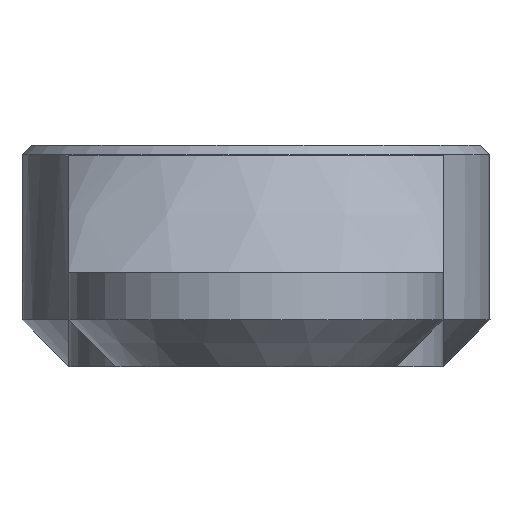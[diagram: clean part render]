
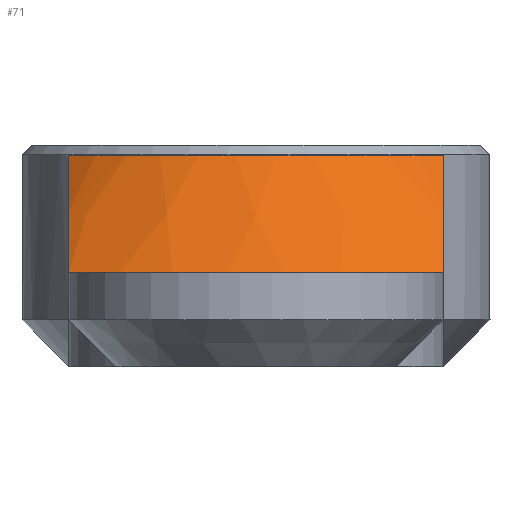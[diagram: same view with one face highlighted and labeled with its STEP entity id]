
A CAD part, left-side view. The second image highlights one B-rep face of the part: STEP entity #71.
In plain terms, the highlighted conical face has half-angle 45 degrees and reference radius 12.5 mm.
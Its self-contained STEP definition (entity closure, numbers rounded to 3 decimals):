
#71=ADVANCED_FACE('',(#232),#234,.T.);
#232=FACE_BOUND('',#233,.T.);
#233=EDGE_LOOP('',(#409,#410,#411,#412));
#234=CONICAL_SURFACE('',#235,12.5,0.785);
#235=AXIS2_PLACEMENT_3D('',#236,#237,#238);
#236=CARTESIAN_POINT('',(0.,0.,6.5));
#237=DIRECTION('',(0.,0.,-1.));
#238=DIRECTION('',(-0.8,-0.6,0.));
#409=ORIENTED_EDGE('',*,*,#496,.T.);
#410=ORIENTED_EDGE('',*,*,#483,.T.);
#411=ORIENTED_EDGE('',*,*,#479,.F.);
#412=ORIENTED_EDGE('',*,*,#475,.T.);
#475=EDGE_CURVE('',#565,#566,#567,.F.);
#479=EDGE_CURVE('',#565,#572,#573,.T.);
#483=EDGE_CURVE('',#579,#572,#580,.T.);
#496=EDGE_CURVE('',#566,#579,#599,.T.);
#565=VERTEX_POINT('',#819);
#566=VERTEX_POINT('',#820);
#567=B_SPLINE_CURVE_WITH_KNOTS('',3,
(#821,#822,#823,#824,#825,#826,#827,#828,#829,#830,#831,#832,#833,#834,#835,#836,
#837,#838,#839,#840,#841,#842,#843,#844,#845,#846,#847,#848,#849,#850,#851),
.UNSPECIFIED.,.F.,.F.,
(4,1,1,1,1,1,1,1,1,1,1,1,1,1,1,1,1,1,1,1,1,1,1,1,1,1,1,1,4),
(0.,0.04,0.08,0.119,0.159,0.159,
0.199,0.24,0.28,0.321,0.361,
0.402,0.444,0.476,0.485,0.527,
0.569,0.611,0.654,0.697,0.74,
0.763,0.783,0.826,0.869,0.913,
0.945,0.956,1.),
.UNSPECIFIED.);
#572=VERTEX_POINT('',#916);
#573=CIRCLE('',#917,10.);
#579=VERTEX_POINT('',#934);
#580=B_SPLINE_CURVE_WITH_KNOTS('',3,
(#935,#936,#937,#938,#939,#940,#941,#942,#943,#944,#945,#946,#947,#948,#949,#950,
#951,#952,#953,#954,#955,#956,#957,#958,#959,#960,#961,#962,#963,#964,#965),
.UNSPECIFIED.,.F.,.F.,
(4,1,1,1,1,1,1,1,1,1,1,1,1,1,1,1,1,1,1,1,1,1,1,1,1,1,1,1,4),
(0.,0.04,0.08,0.119,0.159,0.159,
0.199,0.24,0.28,0.321,0.361,
0.402,0.444,0.476,0.485,0.527,
0.569,0.611,0.654,0.697,0.74,
0.763,0.783,0.826,0.869,0.913,
0.945,0.956,1.),
.UNSPECIFIED.);
#599=CIRCLE('',#1069,15.);
#819=CARTESIAN_POINT('',(-6.,8.,9.));
#820=CARTESIAN_POINT('',(-12.689,8.,4.));
#821=CARTESIAN_POINT('',(-12.689,8.,4.));
#822=CARTESIAN_POINT('',(-12.604,8.,4.071));
#823=CARTESIAN_POINT('',(-12.435,8.,4.214));
#824=CARTESIAN_POINT('',(-12.18,8.,4.428));
#825=CARTESIAN_POINT('',(-11.925,8.,4.64));
#826=CARTESIAN_POINT('',(-11.754,8.,4.782));
#827=CARTESIAN_POINT('',(-11.582,8.,4.924));
#828=CARTESIAN_POINT('',(-11.408,8.,5.067));
#829=CARTESIAN_POINT('',(-11.147,8.,5.28));
#830=CARTESIAN_POINT('',(-10.884,8.,5.492));
#831=CARTESIAN_POINT('',(-10.62,8.,5.705));
#832=CARTESIAN_POINT('',(-10.353,8.,5.917));
#833=CARTESIAN_POINT('',(-10.084,8.,6.128));
#834=CARTESIAN_POINT('',(-9.831,8.,6.325));
#835=CARTESIAN_POINT('',(-9.649,8.,6.466));
#836=CARTESIAN_POINT('',(-9.464,8.,6.608));
#837=CARTESIAN_POINT('',(-9.259,8.,6.764));
#838=CARTESIAN_POINT('',(-8.978,8.,6.976));
#839=CARTESIAN_POINT('',(-8.693,8.,7.186));
#840=CARTESIAN_POINT('',(-8.406,8.,7.396));
#841=CARTESIAN_POINT('',(-8.116,8.,7.605));
#842=CARTESIAN_POINT('',(-7.868,8.,7.78));
#843=CARTESIAN_POINT('',(-7.671,8.,7.916));
#844=CARTESIAN_POINT('',(-7.473,8.,8.053));
#845=CARTESIAN_POINT('',(-7.227,8.,8.22));
#846=CARTESIAN_POINT('',(-6.925,8.,8.42));
#847=CARTESIAN_POINT('',(-6.646,8.,8.6));
#848=CARTESIAN_POINT('',(-6.441,8.,8.73));
#849=CARTESIAN_POINT('',(-6.235,8.,8.858));
#850=CARTESIAN_POINT('',(-6.104,8.,8.937));
#851=CARTESIAN_POINT('',(-6.,8.,9.));
#916=CARTESIAN_POINT('',(-6.,-8.,9.));
#917=AXIS2_PLACEMENT_3D('',#918,#919,#920);
#918=CARTESIAN_POINT('',(0.,0.,9.));
#919=DIRECTION('',(0.,0.,1.));
#920=DIRECTION('',(-0.6,0.8,0.));
#934=CARTESIAN_POINT('',(-12.689,-8.,4.));
#935=CARTESIAN_POINT('',(-12.689,-8.,4.));
#936=CARTESIAN_POINT('',(-12.604,-8.,4.071));
#937=CARTESIAN_POINT('',(-12.435,-8.,4.214));
#938=CARTESIAN_POINT('',(-12.18,-8.,4.428));
#939=CARTESIAN_POINT('',(-11.925,-8.,4.64));
#940=CARTESIAN_POINT('',(-11.754,-8.,4.782));
#941=CARTESIAN_POINT('',(-11.582,-8.,4.924));
#942=CARTESIAN_POINT('',(-11.408,-8.,5.067));
#943=CARTESIAN_POINT('',(-11.147,-8.,5.28));
#944=CARTESIAN_POINT('',(-10.884,-8.,5.492));
#945=CARTESIAN_POINT('',(-10.62,-8.,5.705));
#946=CARTESIAN_POINT('',(-10.353,-8.,5.917));
#947=CARTESIAN_POINT('',(-10.084,-8.,6.128));
#948=CARTESIAN_POINT('',(-9.831,-8.,6.325));
#949=CARTESIAN_POINT('',(-9.649,-8.,6.466));
#950=CARTESIAN_POINT('',(-9.464,-8.,6.608));
#951=CARTESIAN_POINT('',(-9.259,-8.,6.764));
#952=CARTESIAN_POINT('',(-8.978,-8.,6.976));
#953=CARTESIAN_POINT('',(-8.693,-8.,7.186));
#954=CARTESIAN_POINT('',(-8.406,-8.,7.396));
#955=CARTESIAN_POINT('',(-8.116,-8.,7.605));
#956=CARTESIAN_POINT('',(-7.868,-8.,7.78));
#957=CARTESIAN_POINT('',(-7.671,-8.,7.916));
#958=CARTESIAN_POINT('',(-7.473,-8.,8.053));
#959=CARTESIAN_POINT('',(-7.227,-8.,8.22));
#960=CARTESIAN_POINT('',(-6.925,-8.,8.42));
#961=CARTESIAN_POINT('',(-6.646,-8.,8.6));
#962=CARTESIAN_POINT('',(-6.441,-8.,8.73));
#963=CARTESIAN_POINT('',(-6.235,-8.,8.858));
#964=CARTESIAN_POINT('',(-6.104,-8.,8.937));
#965=CARTESIAN_POINT('',(-6.,-8.,9.));
#1069=AXIS2_PLACEMENT_3D('',#1070,#1071,#1072);
#1070=CARTESIAN_POINT('',(0.,0.,4.));
#1071=DIRECTION('',(0.,0.,1.));
#1072=DIRECTION('',(-0.846,0.533,0.));
